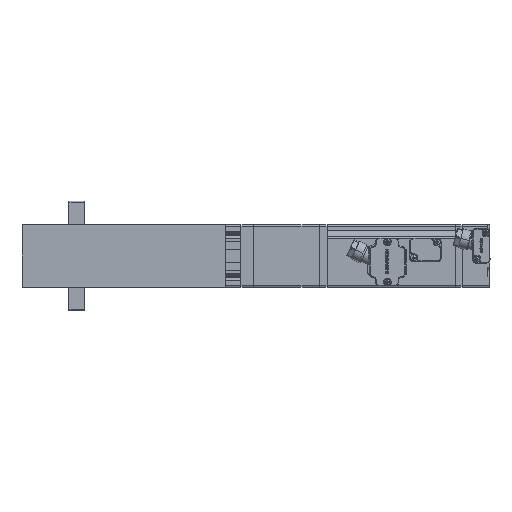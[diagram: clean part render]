
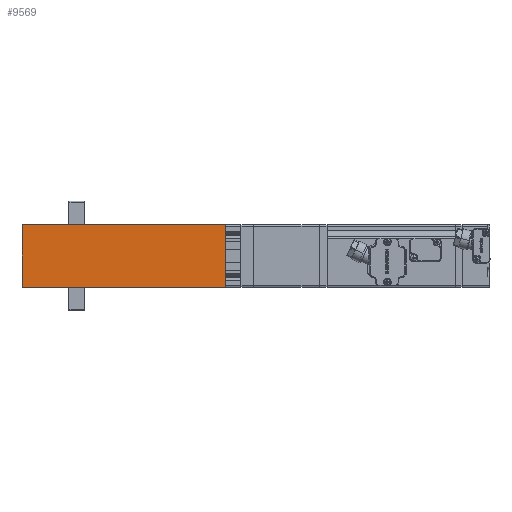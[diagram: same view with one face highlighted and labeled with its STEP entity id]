
A CAD part, left-side view. The second image highlights one B-rep face of the part: STEP entity #9569.
In plain terms, the highlighted planar face has unit normal (-1, 0, 0).
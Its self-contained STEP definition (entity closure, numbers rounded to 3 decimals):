
#773 = CARTESIAN_POINT ( 'NONE',  ( -27.5, -5., 40. ) ) ;
#4758 = CARTESIAN_POINT ( 'NONE',  ( -27.5, -125., 40. ) ) ;
#5080 = VECTOR ( 'NONE', #54238, 1000. ) ;
#5849 = CARTESIAN_POINT ( 'NONE',  ( -27.5, 5., 0. ) ) ;
#6342 = CARTESIAN_POINT ( 'NONE',  ( -27.5, -5., 0. ) ) ;
#9569 = ADVANCED_FACE ( 'NONE', ( #32726 ), #22579, .F. ) ;
#11995 = DIRECTION ( 'NONE',  ( 1., 0., 0. ) ) ;
#15218 = VERTEX_POINT ( 'NONE', #5849 ) ;
#18887 = ORIENTED_EDGE ( 'NONE', *, *, #43943, .T. ) ;
#19487 = EDGE_CURVE ( 'NONE', #62629, #42566, #63869, .T. ) ;
#19532 = ORIENTED_EDGE ( 'NONE', *, *, #22678, .T. ) ;
#20217 = CARTESIAN_POINT ( 'NONE',  ( -27.5, 5., 40. ) ) ;
#22579 = PLANE ( 'NONE',  #64086 ) ;
#22678 = EDGE_CURVE ( 'NONE', #61058, #15218, #51384, .T. ) ;
#25251 = VECTOR ( 'NONE', #56796, 1000. ) ;
#27526 = VECTOR ( 'NONE', #41066, 1000. ) ;
#27664 = EDGE_LOOP ( 'NONE', ( #18887, #33588, #48575, #19532 ) ) ;
#32726 = FACE_OUTER_BOUND ( 'NONE', #27664, .T. ) ;
#33588 = ORIENTED_EDGE ( 'NONE', *, *, #19487, .F. ) ;
#35065 = CARTESIAN_POINT ( 'NONE',  ( -27.5, 5., 40. ) ) ;
#36846 = CARTESIAN_POINT ( 'NONE',  ( -27.5, -125., 0. ) ) ;
#41066 = DIRECTION ( 'NONE',  ( 0., 0., -1. ) ) ;
#42566 = VERTEX_POINT ( 'NONE', #36846 ) ;
#43937 = DIRECTION ( 'NONE',  ( 0., 1., 0. ) ) ;
#43943 = EDGE_CURVE ( 'NONE', #15218, #42566, #61084, .T. ) ;
#45120 = CARTESIAN_POINT ( 'NONE',  ( -27.5, 5., 40. ) ) ;
#48298 = CARTESIAN_POINT ( 'NONE',  ( -27.5, -125., 40. ) ) ;
#48575 = ORIENTED_EDGE ( 'NONE', *, *, #66287, .F. ) ;
#51384 = LINE ( 'NONE', #35065, #25251 ) ;
#54238 = DIRECTION ( 'NONE',  ( 0., -1., 0. ) ) ;
#56796 = DIRECTION ( 'NONE',  ( 0., 0., -1. ) ) ;
#61058 = VERTEX_POINT ( 'NONE', #45120 ) ;
#61084 = LINE ( 'NONE', #6342, #64724 ) ;
#61781 = DIRECTION ( 'NONE',  ( 0., -1., 0. ) ) ;
#62629 = VERTEX_POINT ( 'NONE', #4758 ) ;
#63869 = LINE ( 'NONE', #48298, #27526 ) ;
#64086 = AXIS2_PLACEMENT_3D ( 'NONE', #773, #11995, #43937 ) ;
#64724 = VECTOR ( 'NONE', #61781, 1000. ) ;
#66287 = EDGE_CURVE ( 'NONE', #61058, #62629, #69839, .T. ) ;
#69839 = LINE ( 'NONE', #20217, #5080 ) ;
